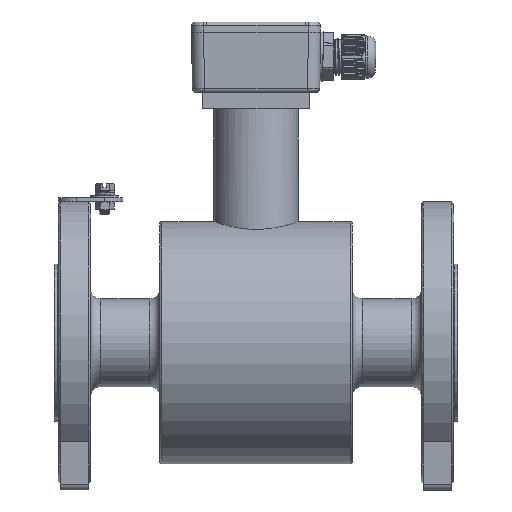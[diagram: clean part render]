
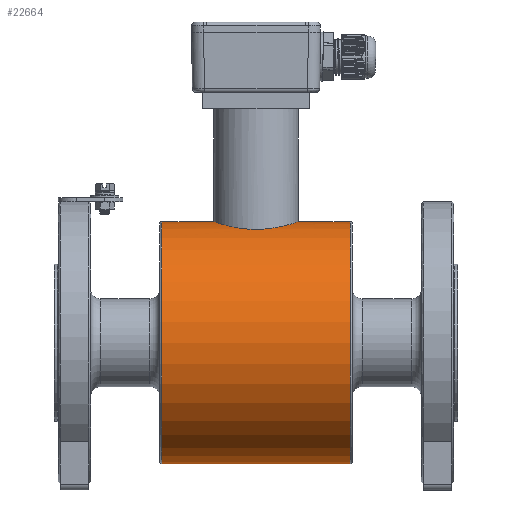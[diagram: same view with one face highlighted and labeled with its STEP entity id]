
A CAD part, left-side view. The second image highlights one B-rep face of the part: STEP entity #22664.
In plain terms, the highlighted cylindrical face has radius 60 mm (diameter 120 mm), a full revolution.
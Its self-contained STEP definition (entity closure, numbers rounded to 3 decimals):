
#787=FACE_BOUND('',#3019,.T.);
#1538=FACE_OUTER_BOUND('',#3018,.T.);
#3018=EDGE_LOOP('',(#15345,#15346,#15347,#15348));
#3019=EDGE_LOOP('',(#15349));
#4465=CIRCLE('',#24305,60.);
#4468=CIRCLE('',#24309,60.);
#5749=B_SPLINE_CURVE_WITH_KNOTS('',3,(#48867,#48868,#48869,#48870,#48871,
#48872,#48873,#48874,#48875,#48876,#48877,#48878,#48879,#48880,#48881,#48882,
#48883,#48884,#48885,#48886,#48887,#48888,#48889,#48890,#48891,#48892,#48893,
#48894,#48895,#48896,#48897,#48898,#48899,#48900,#48901,#48902,#48903,#48904,
#48905,#48906,#48907,#48908,#48909,#48910,#48911,#48912,#48913,#48914,#48915,
#48916,#48917,#48918,#48919,#48920,#48921,#48922,#48923,#48924,#48925,#48926,
#48927,#48928,#48929,#48930,#48931,#48932),.UNSPECIFIED.,.T.,.F.,(4,2,2,
2,2,2,2,2,2,2,2,2,2,2,2,2,2,2,2,2,2,2,2,2,2,2,2,2,2,2,2,2,4),(-12.775,
-12.375,-11.976,-11.577,-11.177,
-10.778,-10.379,-9.98,-9.581,
-9.182,-8.783,-8.384,-7.985,
-7.585,-7.186,-6.787,-6.387,
-5.988,-5.589,-5.189,-4.79,-4.391,
-3.992,-3.593,-3.194,-2.795,
-2.395,-1.996,-1.597,-1.198,
-0.799,-0.399,0.),.UNSPECIFIED.);
#6270=LINE('',#48865,#7661);
#7661=VECTOR('',#27662,60.);
#9223=VERTEX_POINT('',#48857);
#9225=VERTEX_POINT('',#48863);
#9226=VERTEX_POINT('',#48866);
#11393=EDGE_CURVE('',#9223,#9223,#4465,.T.);
#11396=EDGE_CURVE('',#9225,#9225,#4468,.T.);
#11397=EDGE_CURVE('',#9225,#9223,#6270,.T.);
#11398=EDGE_CURVE('',#9226,#9226,#5749,.T.);
#15345=ORIENTED_EDGE('',*,*,#11396,.F.);
#15346=ORIENTED_EDGE('',*,*,#11397,.T.);
#15347=ORIENTED_EDGE('',*,*,#11393,.F.);
#15348=ORIENTED_EDGE('',*,*,#11397,.F.);
#15349=ORIENTED_EDGE('',*,*,#11398,.T.);
#20908=CYLINDRICAL_SURFACE('',#24308,60.);
#22664=ADVANCED_FACE('',(#1538,#787),#20908,.T.);
#24305=AXIS2_PLACEMENT_3D('',#48858,#27652,#27653);
#24308=AXIS2_PLACEMENT_3D('',#48862,#27658,#27659);
#24309=AXIS2_PLACEMENT_3D('',#48864,#27660,#27661);
#27652=DIRECTION('center_axis',(-1.,0.,0.));
#27653=DIRECTION('ref_axis',(0.,-1.,0.));
#27658=DIRECTION('center_axis',(1.,0.,0.));
#27659=DIRECTION('ref_axis',(0.,1.,0.));
#27660=DIRECTION('center_axis',(1.,0.,0.));
#27661=DIRECTION('ref_axis',(0.,-1.,0.));
#27662=DIRECTION('',(-1.,0.,0.));
#48857=CARTESIAN_POINT('',(-46.75,-184.,0.));
#48858=CARTESIAN_POINT('Origin',(-46.75,-124.,0.));
#48862=CARTESIAN_POINT('Origin',(0.,-124.,0.));
#48863=CARTESIAN_POINT('',(46.75,-184.,0.));
#48864=CARTESIAN_POINT('Origin',(46.75,-124.,0.));
#48865=CARTESIAN_POINT('',(0.,-184.,0.));
#48866=CARTESIAN_POINT('',(-21.,-64.,0.));
#48867=CARTESIAN_POINT('Ctrl Pts',(0.,-67.795,
-21.));
#48868=CARTESIAN_POINT('Ctrl Pts',(1.331,-67.795,-21.));
#48869=CARTESIAN_POINT('Ctrl Pts',(2.704,-67.746,-20.871));
#48870=CARTESIAN_POINT('Ctrl Pts',(5.426,-67.55,-20.334));
#48871=CARTESIAN_POINT('Ctrl Pts',(6.776,-67.402,-19.926));
#48872=CARTESIAN_POINT('Ctrl Pts',(9.359,-67.035,-18.851));
#48873=CARTESIAN_POINT('Ctrl Pts',(10.595,-66.816,-18.184));
#48874=CARTESIAN_POINT('Ctrl Pts',(12.876,-66.35,-16.646));
#48875=CARTESIAN_POINT('Ctrl Pts',(13.923,-66.103,-15.775));
#48876=CARTESIAN_POINT('Ctrl Pts',(15.775,-65.63,-13.924));
#48877=CARTESIAN_POINT('Ctrl Pts',(16.645,-65.387,-12.877));
#48878=CARTESIAN_POINT('Ctrl Pts',(18.183,-64.931,-10.595));
#48879=CARTESIAN_POINT('Ctrl Pts',(18.851,-64.72,-9.359));
#48880=CARTESIAN_POINT('Ctrl Pts',(19.926,-64.37,-6.776));
#48881=CARTESIAN_POINT('Ctrl Pts',(20.335,-64.23,-5.425));
#48882=CARTESIAN_POINT('Ctrl Pts',(20.872,-64.045,-2.703));
#48883=CARTESIAN_POINT('Ctrl Pts',(21.,-64.,-1.33));
#48884=CARTESIAN_POINT('Ctrl Pts',(21.,-64.,1.33));
#48885=CARTESIAN_POINT('Ctrl Pts',(20.872,-64.045,2.703));
#48886=CARTESIAN_POINT('Ctrl Pts',(20.335,-64.23,5.425));
#48887=CARTESIAN_POINT('Ctrl Pts',(19.926,-64.37,6.776));
#48888=CARTESIAN_POINT('Ctrl Pts',(18.851,-64.72,9.359));
#48889=CARTESIAN_POINT('Ctrl Pts',(18.183,-64.931,10.595));
#48890=CARTESIAN_POINT('Ctrl Pts',(16.645,-65.387,12.877));
#48891=CARTESIAN_POINT('Ctrl Pts',(15.775,-65.63,13.924));
#48892=CARTESIAN_POINT('Ctrl Pts',(13.923,-66.103,15.775));
#48893=CARTESIAN_POINT('Ctrl Pts',(12.876,-66.35,16.646));
#48894=CARTESIAN_POINT('Ctrl Pts',(10.595,-66.816,18.184));
#48895=CARTESIAN_POINT('Ctrl Pts',(9.359,-67.035,18.851));
#48896=CARTESIAN_POINT('Ctrl Pts',(6.776,-67.402,19.926));
#48897=CARTESIAN_POINT('Ctrl Pts',(5.426,-67.55,20.334));
#48898=CARTESIAN_POINT('Ctrl Pts',(2.704,-67.746,20.871));
#48899=CARTESIAN_POINT('Ctrl Pts',(1.331,-67.795,21.));
#48900=CARTESIAN_POINT('Ctrl Pts',(-1.331,-67.795,
21.));
#48901=CARTESIAN_POINT('Ctrl Pts',(-2.704,-67.746,
20.871));
#48902=CARTESIAN_POINT('Ctrl Pts',(-5.426,-67.55,20.334));
#48903=CARTESIAN_POINT('Ctrl Pts',(-6.776,-67.402,
19.926));
#48904=CARTESIAN_POINT('Ctrl Pts',(-9.359,-67.035,
18.851));
#48905=CARTESIAN_POINT('Ctrl Pts',(-10.595,-66.816,
18.184));
#48906=CARTESIAN_POINT('Ctrl Pts',(-12.876,-66.35,
16.646));
#48907=CARTESIAN_POINT('Ctrl Pts',(-13.923,-66.103,15.775));
#48908=CARTESIAN_POINT('Ctrl Pts',(-15.775,-65.63,
13.924));
#48909=CARTESIAN_POINT('Ctrl Pts',(-16.645,-65.387,
12.877));
#48910=CARTESIAN_POINT('Ctrl Pts',(-18.183,-64.931,10.595));
#48911=CARTESIAN_POINT('Ctrl Pts',(-18.851,-64.72,9.359));
#48912=CARTESIAN_POINT('Ctrl Pts',(-19.926,-64.37,
6.776));
#48913=CARTESIAN_POINT('Ctrl Pts',(-20.335,-64.23,
5.425));
#48914=CARTESIAN_POINT('Ctrl Pts',(-20.872,-64.045,2.703));
#48915=CARTESIAN_POINT('Ctrl Pts',(-21.,-64.,1.33));
#48916=CARTESIAN_POINT('Ctrl Pts',(-21.,-64.,-1.33));
#48917=CARTESIAN_POINT('Ctrl Pts',(-20.872,-64.045,-2.703));
#48918=CARTESIAN_POINT('Ctrl Pts',(-20.335,-64.23,
-5.425));
#48919=CARTESIAN_POINT('Ctrl Pts',(-19.926,-64.37,
-6.776));
#48920=CARTESIAN_POINT('Ctrl Pts',(-18.851,-64.72,-9.359));
#48921=CARTESIAN_POINT('Ctrl Pts',(-18.183,-64.931,-10.595));
#48922=CARTESIAN_POINT('Ctrl Pts',(-16.645,-65.387,
-12.877));
#48923=CARTESIAN_POINT('Ctrl Pts',(-15.775,-65.63,
-13.924));
#48924=CARTESIAN_POINT('Ctrl Pts',(-13.923,-66.103,-15.775));
#48925=CARTESIAN_POINT('Ctrl Pts',(-12.876,-66.35,
-16.646));
#48926=CARTESIAN_POINT('Ctrl Pts',(-10.595,-66.816,
-18.184));
#48927=CARTESIAN_POINT('Ctrl Pts',(-9.359,-67.035,
-18.851));
#48928=CARTESIAN_POINT('Ctrl Pts',(-6.776,-67.402,
-19.926));
#48929=CARTESIAN_POINT('Ctrl Pts',(-5.426,-67.55,-20.334));
#48930=CARTESIAN_POINT('Ctrl Pts',(-2.704,-67.746,
-20.871));
#48931=CARTESIAN_POINT('Ctrl Pts',(-1.331,-67.795,
-21.));
#48932=CARTESIAN_POINT('Ctrl Pts',(0.,-67.795,
-21.));
